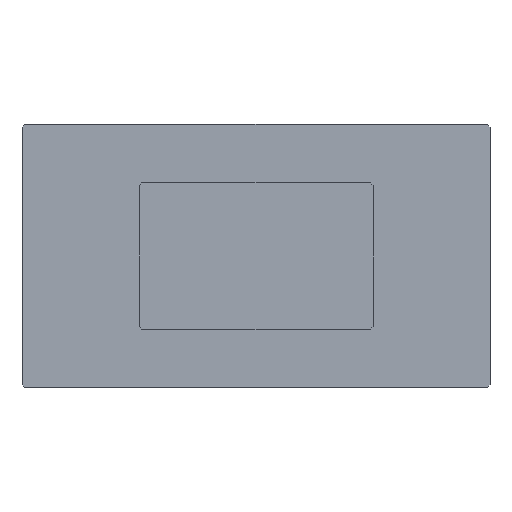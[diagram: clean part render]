
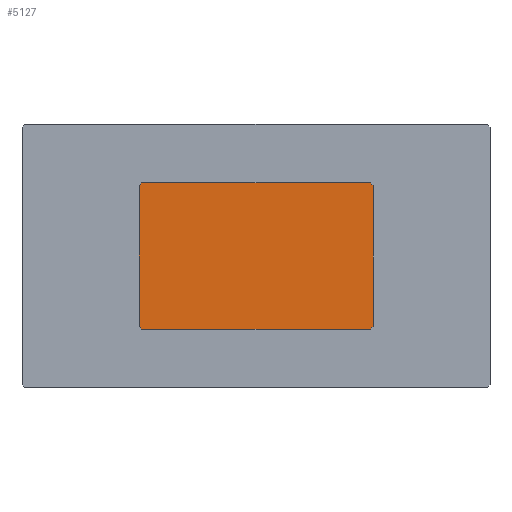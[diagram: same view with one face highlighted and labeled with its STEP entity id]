
A CAD part, front view. The second image highlights one B-rep face of the part: STEP entity #5127.
In plain terms, the highlighted planar face has unit normal (0, -1, 0).
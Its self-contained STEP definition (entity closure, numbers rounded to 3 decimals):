
#91 = VECTOR ( 'NONE', #1346, 1000. ) ;
#117 = VECTOR ( 'NONE', #2236, 1000. ) ;
#345 = LINE ( 'NONE', #1255, #4732 ) ;
#407 = VERTEX_POINT ( 'NONE', #4166 ) ;
#419 = DIRECTION ( 'NONE',  ( 0., 0., 1. ) ) ;
#431 = DIRECTION ( 'NONE',  ( -1., 0., 0. ) ) ;
#520 = VERTEX_POINT ( 'NONE', #824 ) ;
#598 = CARTESIAN_POINT ( 'NONE',  ( -390., 0., 250. ) ) ;
#824 = CARTESIAN_POINT ( 'NONE',  ( -390., 0., 250. ) ) ;
#832 = EDGE_CURVE ( 'NONE', #4059, #2047, #345, .T. ) ;
#849 = VECTOR ( 'NONE', #1305, 1000. ) ;
#921 = CARTESIAN_POINT ( 'NONE',  ( -400., 0., 240. ) ) ;
#967 = EDGE_CURVE ( 'NONE', #520, #3285, #2214, .T. ) ;
#1076 = CARTESIAN_POINT ( 'NONE',  ( -400., 0., -240. ) ) ;
#1152 = VECTOR ( 'NONE', #1395, 1000. ) ;
#1255 = CARTESIAN_POINT ( 'NONE',  ( -400., 0., -250. ) ) ;
#1305 = DIRECTION ( 'NONE',  ( 0., 0., -1. ) ) ;
#1346 = DIRECTION ( 'NONE',  ( 1., 0., 0. ) ) ;
#1348 = CARTESIAN_POINT ( 'NONE',  ( -390., 0., -250. ) ) ;
#1395 = DIRECTION ( 'NONE',  ( 0.707, 0., 0.707 ) ) ;
#1464 = LINE ( 'NONE', #1572, #4447 ) ;
#1493 = EDGE_CURVE ( 'NONE', #5013, #3285, #4499, .T. ) ;
#1572 = CARTESIAN_POINT ( 'NONE',  ( -400., 0., -250. ) ) ;
#1874 = EDGE_CURVE ( 'NONE', #5013, #407, #2965, .T. ) ;
#2047 = VERTEX_POINT ( 'NONE', #1348 ) ;
#2065 = VERTEX_POINT ( 'NONE', #921 ) ;
#2097 = PLANE ( 'NONE',  #2921 ) ;
#2115 = ORIENTED_EDGE ( 'NONE', *, *, #5245, .T. ) ;
#2214 = LINE ( 'NONE', #3871, #91 ) ;
#2227 = DIRECTION ( 'NONE',  ( 0.707, 0., -0.707 ) ) ;
#2236 = DIRECTION ( 'NONE',  ( -0.707, 0., 0.707 ) ) ;
#2292 = ORIENTED_EDGE ( 'NONE', *, *, #4143, .T. ) ;
#2421 = ORIENTED_EDGE ( 'NONE', *, *, #1874, .F. ) ;
#2584 = ORIENTED_EDGE ( 'NONE', *, *, #967, .F. ) ;
#2921 = AXIS2_PLACEMENT_3D ( 'NONE', #5490, #2945, #419 ) ;
#2922 = CARTESIAN_POINT ( 'NONE',  ( 400., 0., 240. ) ) ;
#2945 = DIRECTION ( 'NONE',  ( 0., 1., 0. ) ) ;
#2965 = LINE ( 'NONE', #4267, #849 ) ;
#3041 = VECTOR ( 'NONE', #3560, 1000. ) ;
#3175 = LINE ( 'NONE', #598, #3041 ) ;
#3182 = EDGE_CURVE ( 'NONE', #520, #2065, #3175, .T. ) ;
#3285 = VERTEX_POINT ( 'NONE', #4430 ) ;
#3404 = FACE_OUTER_BOUND ( 'NONE', #5275, .T. ) ;
#3475 = VERTEX_POINT ( 'NONE', #1076 ) ;
#3517 = LINE ( 'NONE', #4338, #4385 ) ;
#3560 = DIRECTION ( 'NONE',  ( -0.707, 0., -0.707 ) ) ;
#3871 = CARTESIAN_POINT ( 'NONE',  ( -400., 0., 250. ) ) ;
#4059 = VERTEX_POINT ( 'NONE', #4133 ) ;
#4133 = CARTESIAN_POINT ( 'NONE',  ( 390., 0., -250. ) ) ;
#4143 = EDGE_CURVE ( 'NONE', #3475, #2047, #3517, .T. ) ;
#4166 = CARTESIAN_POINT ( 'NONE',  ( 400., 0., -240. ) ) ;
#4185 = DIRECTION ( 'NONE',  ( 0., 0., 1. ) ) ;
#4186 = ORIENTED_EDGE ( 'NONE', *, *, #3182, .T. ) ;
#4267 = CARTESIAN_POINT ( 'NONE',  ( 400., 0., -250. ) ) ;
#4338 = CARTESIAN_POINT ( 'NONE',  ( -400., 0., -240. ) ) ;
#4385 = VECTOR ( 'NONE', #2227, 1000. ) ;
#4411 = LINE ( 'NONE', #5216, #1152 ) ;
#4430 = CARTESIAN_POINT ( 'NONE',  ( 390., 0., 250. ) ) ;
#4447 = VECTOR ( 'NONE', #4185, 1000. ) ;
#4499 = LINE ( 'NONE', #5196, #117 ) ;
#4570 = ORIENTED_EDGE ( 'NONE', *, *, #832, .F. ) ;
#4732 = VECTOR ( 'NONE', #431, 1000. ) ;
#4990 = EDGE_CURVE ( 'NONE', #3475, #2065, #1464, .T. ) ;
#5013 = VERTEX_POINT ( 'NONE', #2922 ) ;
#5063 = ORIENTED_EDGE ( 'NONE', *, *, #4990, .F. ) ;
#5127 = ADVANCED_FACE ( 'NONE', ( #3404 ), #2097, .F. ) ;
#5159 = ORIENTED_EDGE ( 'NONE', *, *, #1493, .T. ) ;
#5196 = CARTESIAN_POINT ( 'NONE',  ( 400., 0., 240. ) ) ;
#5216 = CARTESIAN_POINT ( 'NONE',  ( 390., 0., -250. ) ) ;
#5245 = EDGE_CURVE ( 'NONE', #4059, #407, #4411, .T. ) ;
#5275 = EDGE_LOOP ( 'NONE', ( #2421, #5159, #2584, #4186, #5063, #2292, #4570, #2115 ) ) ;
#5490 = CARTESIAN_POINT ( 'NONE',  ( 0., 0., 0. ) ) ;
